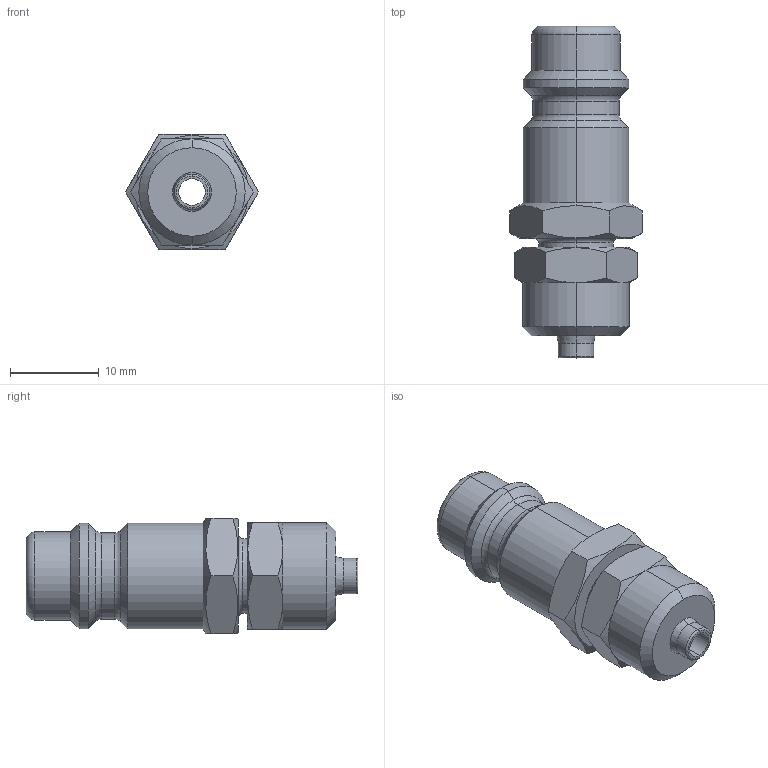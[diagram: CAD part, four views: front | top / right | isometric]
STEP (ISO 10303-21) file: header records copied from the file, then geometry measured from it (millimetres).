
FILE_DESCRIPTION (( 'STEP AP203' ), '1' );
FILE_NAME ('07261330.STEP', '2011-07-18T12:45:49', ( 'SP' ), ( 'sopra-pneumatic' ), 'SwSTEP 2.0', 'SolidWorks 2011', '' );
FILE_SCHEMA (( 'CONFIG_CONTROL_DESIGN' ));
Length unit declared in the file: millimetre
Products named in the file (1): 07261330
Bounding box: 15.01 x 37.5 x 13 mm (x, y, z)
Volume: 2633.5 mm3; surface area: 2318.9 mm2
Topology: 1 solids, 1 shells, 71 faces, 156 edges, 90 vertices
Faces by surface type: cone 26, cylinder 18, plane 17, torus 10
Entity records: 2177 total; most frequent: CARTESIAN_POINT 562, DIRECTION 334, ORIENTED_EDGE 312, EDGE_CURVE 156, AXIS2_PLACEMENT_3D 142, VERTEX_POINT 90, EDGE_LOOP 76, ADVANCED_FACE 71
